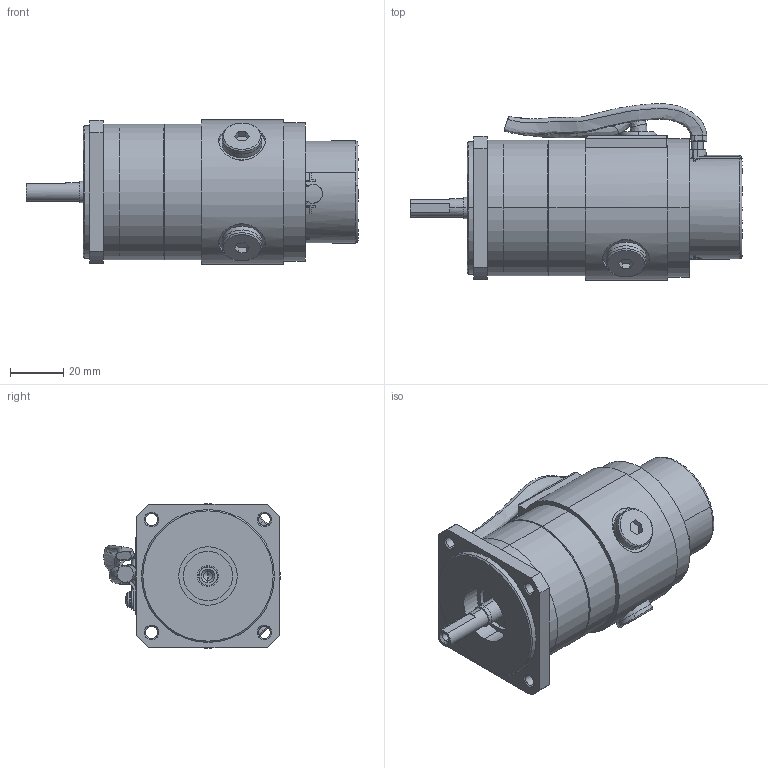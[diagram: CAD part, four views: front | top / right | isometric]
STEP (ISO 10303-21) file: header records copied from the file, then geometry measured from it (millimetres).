
FILE_DESCRIPTION (( 'STEP AP214' ), '1' );
FILE_NAME ('5DA06-7SE3E.STEP', '2024-05-03T11:31:56', ( '' ), ( '' ), 'SwSTEP 2.0', 'SolidWorks 2023', '' );
FILE_SCHEMA (( 'AUTOMOTIVE_DESIGN' ));
Length unit declared in the file: millimetre
Products named in the file (1): 5DA06-7SE3E
Bounding box: 124.9 x 66.42 x 54.4 mm (x, y, z)
Volume: 209078.7 mm3; surface area: 30318.6 mm2
Topology: 1 solids, 1 shells, 366 faces, 984 edges, 631 vertices
Faces by surface type: plane 185, cylinder 120, cone 31, bspline 15, torus 13, sphere 2
Entity records: 14062 total; most frequent: CARTESIAN_POINT 4912, ORIENTED_EDGE 1960, DIRECTION 1902, EDGE_CURVE 980, AXIS2_PLACEMENT_3D 710, VERTEX_POINT 631, LINE 482, VECTOR 482
